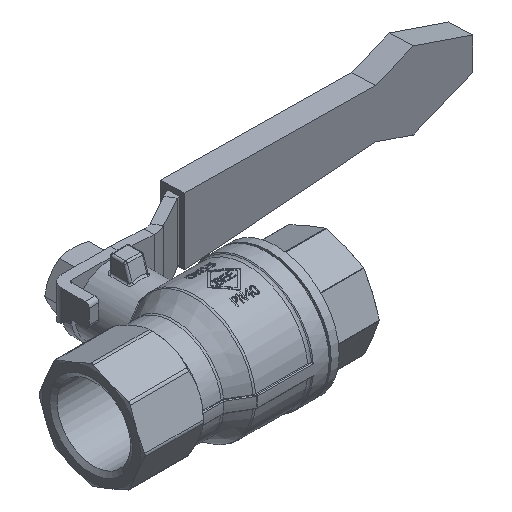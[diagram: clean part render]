
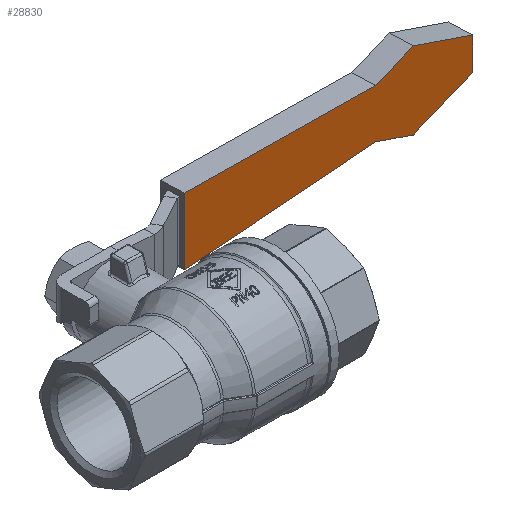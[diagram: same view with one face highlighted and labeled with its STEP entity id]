
A CAD part, isometric view. The second image highlights one B-rep face of the part: STEP entity #28830.
In plain terms, the highlighted planar face has unit normal (0.035, -0.999, 0).
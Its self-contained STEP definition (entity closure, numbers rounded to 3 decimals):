
#28545=CARTESIAN_POINT('',(100.329,33.351,4.095));
#28546=VERTEX_POINT('',#28545);
#28561=CARTESIAN_POINT('',(84.639,32.803,9.809));
#28562=VERTEX_POINT('',#28561);
#28569=CARTESIAN_POINT('',(84.639,32.803,9.809));
#28570=DIRECTION('',(0.939,0.033,-0.342));
#28571=VECTOR('',#28570,16.708);
#28572=LINE('',#28569,#28571);
#28573=EDGE_CURVE('',#28562,#28546,#28572,.T.);
#28592=CARTESIAN_POINT('',(74.767,32.458,6.214));
#28593=VERTEX_POINT('',#28592);
#28600=CARTESIAN_POINT('',(74.767,32.458,6.214));
#28601=DIRECTION('',(0.939,0.033,0.342));
#28602=VECTOR('',#28601,10.511);
#28603=LINE('',#28600,#28602);
#28604=EDGE_CURVE('',#28593,#28562,#28603,.T.);
#28623=CARTESIAN_POINT('',(24.454,30.701,8.555));
#28624=VERTEX_POINT('',#28623);
#28631=CARTESIAN_POINT('',(24.454,30.701,8.555));
#28632=DIRECTION('',(0.998,0.035,-0.046));
#28633=VECTOR('',#28632,50.398);
#28634=LINE('',#28631,#28633);
#28635=EDGE_CURVE('',#28624,#28593,#28634,.T.);
#28647=CARTESIAN_POINT('',(24.454,30.701,-8.352));
#28648=VERTEX_POINT('',#28647);
#28663=CARTESIAN_POINT('',(74.764,32.458,-6.213));
#28664=VERTEX_POINT('',#28663);
#28671=CARTESIAN_POINT('',(74.764,32.458,-6.213));
#28672=DIRECTION('',(-0.998,-0.035,-0.042));
#28673=VECTOR('',#28672,50.386);
#28674=LINE('',#28671,#28673);
#28675=EDGE_CURVE('',#28664,#28648,#28674,.T.);
#28694=CARTESIAN_POINT('',(84.639,32.803,-9.809));
#28695=VERTEX_POINT('',#28694);
#28702=CARTESIAN_POINT('',(84.639,32.803,-9.809));
#28703=DIRECTION('',(-0.939,-0.033,0.342));
#28704=VECTOR('',#28703,10.515);
#28705=LINE('',#28702,#28704);
#28706=EDGE_CURVE('',#28695,#28664,#28705,.T.);
#28725=CARTESIAN_POINT('',(100.329,33.351,-4.095));
#28726=VERTEX_POINT('',#28725);
#28733=CARTESIAN_POINT('',(100.329,33.351,-4.095));
#28734=DIRECTION('',(-0.939,-0.033,-0.342));
#28735=VECTOR('',#28734,16.708);
#28736=LINE('',#28733,#28735);
#28737=EDGE_CURVE('',#28726,#28695,#28736,.T.);
#28755=CARTESIAN_POINT('',(100.329,33.351,4.095));
#28756=DIRECTION('',(0.0,0.0,-1.0));
#28757=VECTOR('',#28756,8.19);
#28758=LINE('',#28755,#28757);
#28759=EDGE_CURVE('',#28546,#28726,#28758,.T.);
#28810=CARTESIAN_POINT('',(63.688,32.071,0.033));
#28811=DIRECTION('',(-0.035,0.999,0.));
#28812=DIRECTION('',(0.999,0.035,0.));
#28813=AXIS2_PLACEMENT_3D('',#28810,#28811,#28812);
#28814=PLANE('',#28813);
#28815=CARTESIAN_POINT('',(24.454,30.701,-8.352));
#28816=DIRECTION('',(0.0,0.0,1.0));
#28817=VECTOR('',#28816,16.907);
#28818=LINE('',#28815,#28817);
#28819=EDGE_CURVE('',#28648,#28624,#28818,.T.);
#28820=ORIENTED_EDGE('',*,*,#28819,.F.);
#28821=ORIENTED_EDGE('',*,*,#28675,.F.);
#28822=ORIENTED_EDGE('',*,*,#28706,.F.);
#28823=ORIENTED_EDGE('',*,*,#28737,.F.);
#28824=ORIENTED_EDGE('',*,*,#28759,.F.);
#28825=ORIENTED_EDGE('',*,*,#28573,.F.);
#28826=ORIENTED_EDGE('',*,*,#28604,.F.);
#28827=ORIENTED_EDGE('',*,*,#28635,.F.);
#28828=EDGE_LOOP('',(#28820,#28821,#28822,#28823,#28824,#28825,#28826,#28827));
#28829=FACE_OUTER_BOUND('',#28828,.T.);
#28830=ADVANCED_FACE('',(#28829),#28814,.F.);
